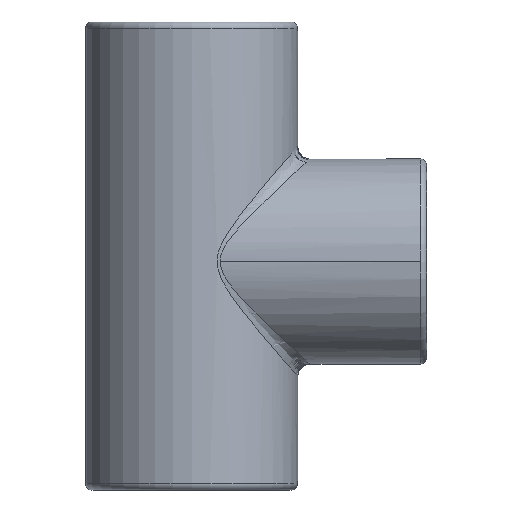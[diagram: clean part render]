
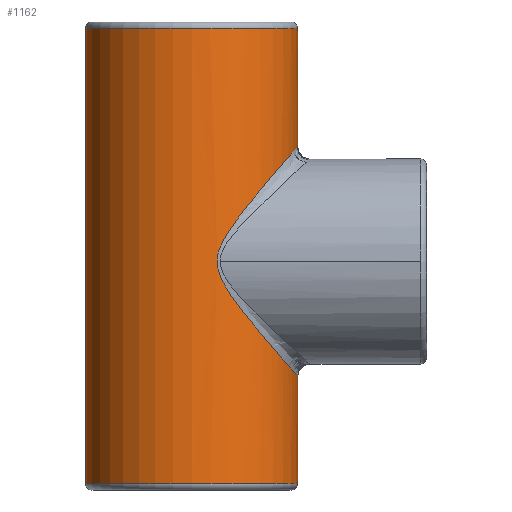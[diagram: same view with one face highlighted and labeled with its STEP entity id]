
A CAD part, front view. The second image highlights one B-rep face of the part: STEP entity #1162.
In plain terms, the highlighted cylindrical face has radius 27.051 mm (diameter 54.102 mm), a partial arc.
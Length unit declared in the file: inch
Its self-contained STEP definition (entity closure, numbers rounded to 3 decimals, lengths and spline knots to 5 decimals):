
#765=CARTESIAN_POINT('',(1.065,0.,4.6375));
#766=VERTEX_POINT('',#765);
#811=CARTESIAN_POINT('',(-1.065,0.,4.6375));
#812=VERTEX_POINT('',#811);
#855=CARTESIAN_POINT('',(1.065,0.,0.0625));
#856=VERTEX_POINT('',#855);
#897=CARTESIAN_POINT('',(-1.065,0.,0.0625));
#898=VERTEX_POINT('',#897);
#1098=CARTESIAN_POINT('',(0.0,0.0,0.0));
#1099=DIRECTION('',(0.0,0.0,1.0));
#1100=DIRECTION('',(-1.0,0.0,0.0));
#1101=AXIS2_PLACEMENT_3D('',#1098,#1099,#1100);
#1102=CYLINDRICAL_SURFACE('',#1101,1.065);
#1103=CARTESIAN_POINT('',(-1.065,0.,0.0625));
#1104=DIRECTION('',(0.0,0.0,1.0));
#1105=VECTOR('',#1104,4.575);
#1106=LINE('',#1103,#1105);
#1107=EDGE_CURVE('',#898,#812,#1106,.T.);
#1108=ORIENTED_EDGE('',*,*,#1107,.F.);
#1109=CARTESIAN_POINT('',(0.0,0.0,0.0625));
#1110=DIRECTION('',(0.0,0.0,-1.0));
#1111=DIRECTION('',(0.0,-1.0,0.0));
#1112=AXIS2_PLACEMENT_3D('',#1109,#1110,#1111);
#1113=CIRCLE('',#1112,1.065);
#1114=EDGE_CURVE('',#856,#898,#1113,.T.);
#1115=ORIENTED_EDGE('',*,*,#1114,.F.);
#1116=CARTESIAN_POINT('',(1.065,0.0,1.13974));
#1117=VERTEX_POINT('',#1116);
#1118=CARTESIAN_POINT('',(1.065,0.0,1.13974));
#1119=DIRECTION('',(0.0,0.0,-1.0));
#1120=VECTOR('',#1119,1.07724);
#1121=LINE('',#1118,#1120);
#1122=EDGE_CURVE('',#1117,#856,#1121,.T.);
#1123=ORIENTED_EDGE('',*,*,#1122,.F.);
#1124=CARTESIAN_POINT('',(1.065,0.0,3.44974));
#1125=VERTEX_POINT('',#1124);
#1126=CARTESIAN_POINT('',(1.065,0.0,1.13974));
#1127=CARTESIAN_POINT('',(1.065,-0.2499,1.13974));
#1128=CARTESIAN_POINT('',(0.96821,-0.49204,1.25044));
#1129=CARTESIAN_POINT('',(0.76086,-0.75513,1.49384));
#1130=CARTESIAN_POINT('',(0.67467,-0.83093,1.59575));
#1131=CARTESIAN_POINT('',(0.49625,-0.94835,1.81752));
#1132=CARTESIAN_POINT('',(0.40009,-0.99013,1.93509));
#1133=CARTESIAN_POINT('',(0.2776,-1.02939,2.15774));
#1134=CARTESIAN_POINT('',(0.24306,-1.0371,2.26113));
#1135=CARTESIAN_POINT('',(0.28322,-1.02686,2.46063));
#1136=CARTESIAN_POINT('',(0.33799,-1.0116,2.54627));
#1137=CARTESIAN_POINT('',(0.45627,-0.9648,2.72104));
#1138=CARTESIAN_POINT('',(0.52582,-0.92967,2.80896));
#1139=CARTESIAN_POINT('',(0.70053,-0.81255,3.02546));
#1140=CARTESIAN_POINT('',(0.80464,-0.71431,3.14743));
#1141=CARTESIAN_POINT('',(0.99344,-0.42812,3.36776));
#1142=CARTESIAN_POINT('',(1.065,-0.21525,3.44974));
#1143=CARTESIAN_POINT('',(1.065,0.0,3.44974));
#1144=B_SPLINE_CURVE_WITH_KNOTS('',3,(#1126,#1127,#1128,#1129,#1130,#1131,#1132,#1133,#1134,#1135,#1136,#1137,#1138,#1139,#1140,#1141,#1142,#1143),.UNSPECIFIED.,.F.,.U.,(4,2,2,2,2,2,2,2,4),(4.66484,6.5834,7.68421,8.78502,9.48117,10.17731,11.0111,12.34517,13.99763),.UNSPECIFIED.);
#1145=EDGE_CURVE('',#1125,#1117,#1144,.F.);
#1146=ORIENTED_EDGE('',*,*,#1145,.F.);
#1147=CARTESIAN_POINT('',(1.065,0.,4.6375));
#1148=DIRECTION('',(0.0,0.0,-1.0));
#1149=VECTOR('',#1148,1.18776);
#1150=LINE('',#1147,#1149);
#1151=EDGE_CURVE('',#766,#1125,#1150,.T.);
#1152=ORIENTED_EDGE('',*,*,#1151,.F.);
#1153=CARTESIAN_POINT('',(0.0,0.0,4.6375));
#1154=DIRECTION('',(0.0,0.0,1.0));
#1155=DIRECTION('',(0.0,-1.0,0.0));
#1156=AXIS2_PLACEMENT_3D('',#1153,#1154,#1155);
#1157=CIRCLE('',#1156,1.065);
#1158=EDGE_CURVE('',#812,#766,#1157,.T.);
#1159=ORIENTED_EDGE('',*,*,#1158,.F.);
#1160=EDGE_LOOP('',(#1108,#1115,#1123,#1146,#1152,#1159));
#1161=FACE_OUTER_BOUND('',#1160,.T.);
#1162=ADVANCED_FACE('',(#1161),#1102,.T.);
